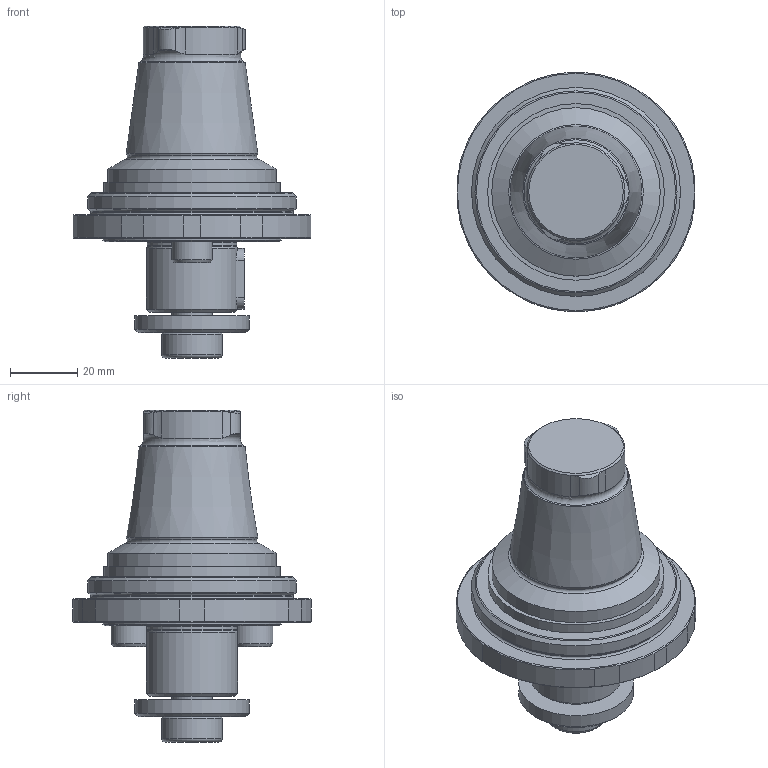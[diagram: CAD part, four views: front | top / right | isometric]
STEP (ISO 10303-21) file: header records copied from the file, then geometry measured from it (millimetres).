
FILE_DESCRIPTION(/* description */ ('Unknown'),/* implementation_level */ '2;1');
FILE_NAME(/* name */ '320240027',/* time_stamp */ '2020-08-03T08:25:50+02:00',/* author */ ('WTO KS'),/* organization */ ('WTO'),/* preprocessor_version */ 'ST-DEVELOPER v16.7',/* originating_system */ 'DEX',/* authorisation */ $);
FILE_SCHEMA (('AUTOMOTIVE_DESIGN {1 0 10303 214 3 1 1}'));
Length unit declared in the file: millimetre
Products named in the file (1): 090331_320240027_vereinfacht_STP_00416281
Bounding box: 70.6 x 70.8 x 98.5 mm (x, y, z)
Volume: 123929.2 mm3; surface area: 20652.7 mm2
Topology: 1 solids, 1 shells, 89 faces, 207 edges, 130 vertices
Faces by surface type: cylinder 34, plane 25, cone 22, torus 8
Full cylindrical faces by diameter (mm): 12 x1, 18 x1, 26.6 x1, 27 x1, 34 x1, 50 x1, 52.4 x1, 53 x1, 60.1 x1, 62 x1
Entity records: 2385 total; most frequent: CARTESIAN_POINT 541, DIRECTION 374, ORIENTED_EDGE 334, EDGE_CURVE 167, AXIS2_PLACEMENT_3D 165, EDGE_LOOP 130, FACE_BOUND 130, VERTEX_POINT 121
